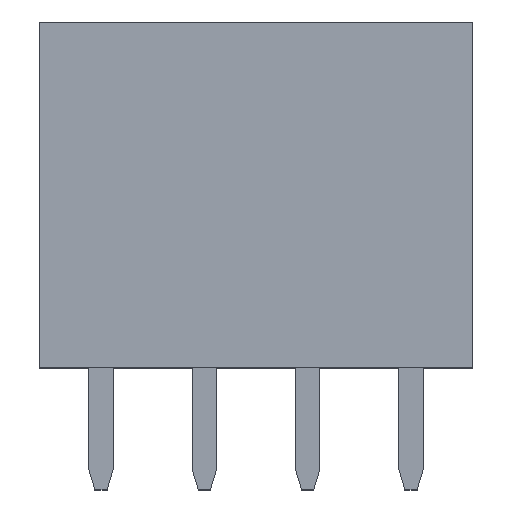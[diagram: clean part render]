
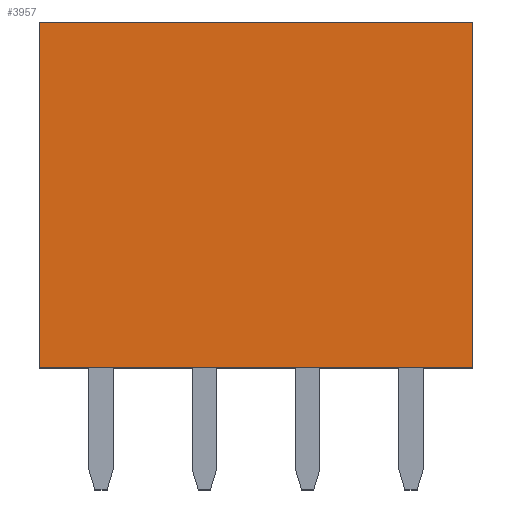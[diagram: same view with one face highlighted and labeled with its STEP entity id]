
A CAD part, top view. The second image highlights one B-rep face of the part: STEP entity #3957.
In plain terms, the highlighted planar face has unit normal (0, 0, 1).
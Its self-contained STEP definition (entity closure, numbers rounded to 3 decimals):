
#75=DIRECTION('',(0.,-1.,0.));
#76=VECTOR('',#75,8.5);
#77=CARTESIAN_POINT('',(-5.33,8.5,1.27));
#78=LINE('',#77,#76);
#1195=DIRECTION('',(0.,-1.,0.));
#1196=VECTOR('',#1195,8.5);
#1197=CARTESIAN_POINT('',(5.33,8.5,1.27));
#1198=LINE('',#1197,#1196);
#1244=DIRECTION('',(1.,0.,0.));
#1245=VECTOR('',#1244,10.66);
#1246=CARTESIAN_POINT('',(-5.33,0.,1.27));
#1247=LINE('',#1246,#1245);
#1258=DIRECTION('',(1.,0.,0.));
#1259=VECTOR('',#1258,10.66);
#1260=CARTESIAN_POINT('',(-5.33,8.5,1.27));
#1261=LINE('',#1260,#1259);
#2273=CARTESIAN_POINT('',(-5.33,8.5,1.27));
#2274=CARTESIAN_POINT('',(-5.33,0.,1.27));
#2275=VERTEX_POINT('',#2273);
#2276=VERTEX_POINT('',#2274);
#2281=CARTESIAN_POINT('',(5.33,8.5,1.27));
#2282=CARTESIAN_POINT('',(5.33,0.,1.27));
#2283=VERTEX_POINT('',#2281);
#2284=VERTEX_POINT('',#2282);
#3945=CARTESIAN_POINT('',(-5.33,8.5,1.27));
#3946=DIRECTION('',(0.,0.,1.));
#3947=DIRECTION('',(0.,-1.,0.));
#3948=AXIS2_PLACEMENT_3D('',#3945,#3946,#3947);
#3949=PLANE('',#3948);
#3950=ORIENTED_EDGE('',*,*,#2706,.F.);
#3952=ORIENTED_EDGE('',*,*,#3951,.T.);
#3953=ORIENTED_EDGE('',*,*,#3906,.T.);
#3954=ORIENTED_EDGE('',*,*,#3926,.F.);
#3955=EDGE_LOOP('',(#3950,#3952,#3953,#3954));
#3956=FACE_OUTER_BOUND('',#3955,.F.);
#3957=ADVANCED_FACE('',(#3956),#3949,.T.);
#2706=EDGE_CURVE('',#2275,#2276,#78,.T.);
#3906=EDGE_CURVE('',#2283,#2284,#1198,.T.);
#3926=EDGE_CURVE('',#2276,#2284,#1247,.T.);
#3951=EDGE_CURVE('',#2275,#2283,#1261,.T.);
